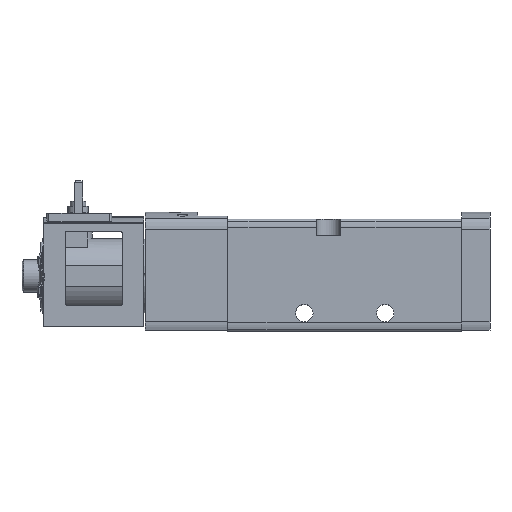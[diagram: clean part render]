
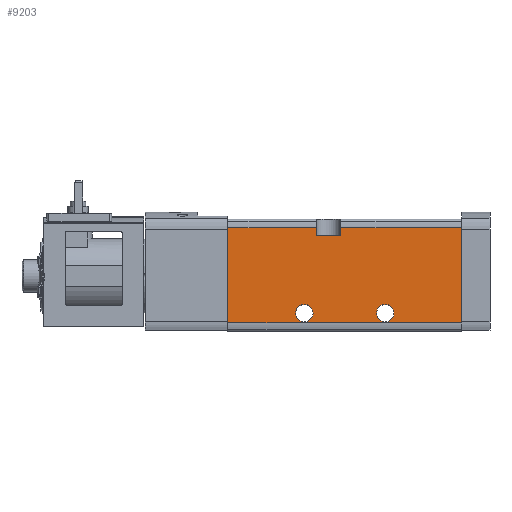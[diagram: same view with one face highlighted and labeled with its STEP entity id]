
A CAD part, top view. The second image highlights one B-rep face of the part: STEP entity #9203.
In plain terms, the highlighted planar face has unit normal (0, 0, 1).
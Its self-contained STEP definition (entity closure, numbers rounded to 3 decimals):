
#358=LINE('',#12735,#986);
#359=LINE('',#12738,#987);
#360=LINE('',#12740,#988);
#361=LINE('',#12742,#989);
#362=LINE('',#12744,#990);
#363=LINE('',#12746,#991);
#364=LINE('',#12748,#992);
#365=LINE('',#12750,#993);
#986=VECTOR('',#10499,1000.);
#987=VECTOR('',#10500,1000.);
#988=VECTOR('',#10501,1000.);
#989=VECTOR('',#10502,1000.);
#990=VECTOR('',#10503,1000.);
#991=VECTOR('',#10504,1000.);
#992=VECTOR('',#10505,1000.);
#993=VECTOR('',#10506,1000.);
#1634=ORIENTED_EDGE('',*,*,#3738,.F.);
#1635=ORIENTED_EDGE('',*,*,#3739,.F.);
#1636=ORIENTED_EDGE('',*,*,#3740,.F.);
#1637=ORIENTED_EDGE('',*,*,#3741,.T.);
#1638=ORIENTED_EDGE('',*,*,#3742,.T.);
#1639=ORIENTED_EDGE('',*,*,#3743,.F.);
#1640=ORIENTED_EDGE('',*,*,#3744,.F.);
#1641=ORIENTED_EDGE('',*,*,#3745,.T.);
#1642=ORIENTED_EDGE('',*,*,#3746,.F.);
#1643=ORIENTED_EDGE('',*,*,#3747,.F.);
#3738=EDGE_CURVE('',#4787,#4787,#5489,.F.);
#3739=EDGE_CURVE('',#4788,#4788,#5490,.F.);
#3740=EDGE_CURVE('',#4789,#4790,#358,.T.);
#3741=EDGE_CURVE('',#4789,#4791,#359,.T.);
#3742=EDGE_CURVE('',#4791,#4792,#360,.T.);
#3743=EDGE_CURVE('',#4793,#4792,#361,.T.);
#3744=EDGE_CURVE('',#4794,#4793,#362,.T.);
#3745=EDGE_CURVE('',#4794,#4795,#363,.T.);
#3746=EDGE_CURVE('',#4796,#4795,#364,.T.);
#3747=EDGE_CURVE('',#4790,#4796,#365,.T.);
#4787=VERTEX_POINT('',#12732);
#4788=VERTEX_POINT('',#12734);
#4789=VERTEX_POINT('',#12736);
#4790=VERTEX_POINT('',#12737);
#4791=VERTEX_POINT('',#12739);
#4792=VERTEX_POINT('',#12741);
#4793=VERTEX_POINT('',#12743);
#4794=VERTEX_POINT('',#12745);
#4795=VERTEX_POINT('',#12747);
#4796=VERTEX_POINT('',#12749);
#5489=CIRCLE('',#9650,2.15);
#5490=CIRCLE('',#9651,2.15);
#5803=EDGE_LOOP('',(#1634));
#5804=EDGE_LOOP('',(#1635));
#5805=EDGE_LOOP('',(#1636,#1637,#1638,#1639,#1640,#1641,#1642,#1643));
#6310=FACE_BOUND('',#5803,.T.);
#6311=FACE_BOUND('',#5804,.T.);
#6312=FACE_BOUND('',#5805,.T.);
#6809=PLANE('',#9649);
#9203=ADVANCED_FACE('',(#6310,#6311,#6312),#6809,.F.);
#9649=AXIS2_PLACEMENT_3D('',#12730,#10493,#10494);
#9650=AXIS2_PLACEMENT_3D('',#12731,#10495,#10496);
#9651=AXIS2_PLACEMENT_3D('',#12733,#10497,#10498);
#10493=DIRECTION('',(0.,0.,-1.));
#10494=DIRECTION('',(-1.,0.,0.));
#10495=DIRECTION('',(0.,0.,-1.));
#10496=DIRECTION('',(-1.,0.,0.));
#10497=DIRECTION('',(0.,0.,-1.));
#10498=DIRECTION('',(-1.,0.,0.));
#10499=DIRECTION('',(0.,-1.,0.));
#10500=DIRECTION('',(-1.,0.,0.));
#10501=DIRECTION('',(0.,-1.,0.));
#10502=DIRECTION('',(-1.,0.,0.));
#10503=DIRECTION('',(0.,-1.,0.));
#10504=DIRECTION('',(-1.,0.,0.));
#10505=DIRECTION('',(0.,1.,0.));
#10506=DIRECTION('',(1.,0.,0.));
#12730=CARTESIAN_POINT('',(28.9,25.6,10.6));
#12731=CARTESIAN_POINT('',(10.,4.5,10.6));
#12732=CARTESIAN_POINT('',(7.85,4.5,10.6));
#12733=CARTESIAN_POINT('',(-10.,4.5,10.6));
#12734=CARTESIAN_POINT('',(-12.15,4.5,10.6));
#12735=CARTESIAN_POINT('',(-7.,25.6,10.6));
#12736=CARTESIAN_POINT('',(-7.,25.6,10.6));
#12737=CARTESIAN_POINT('',(-7.,23.7,10.6));
#12738=CARTESIAN_POINT('',(28.9,25.6,10.6));
#12739=CARTESIAN_POINT('',(-28.9,25.6,10.6));
#12740=CARTESIAN_POINT('',(-28.9,25.6,10.6));
#12741=CARTESIAN_POINT('',(-28.9,2.1,10.6));
#12742=CARTESIAN_POINT('',(28.9,2.1,10.6));
#12743=CARTESIAN_POINT('',(28.9,2.1,10.6));
#12744=CARTESIAN_POINT('',(28.9,25.6,10.6));
#12745=CARTESIAN_POINT('',(28.9,25.6,10.6));
#12746=CARTESIAN_POINT('',(28.9,25.6,10.6));
#12747=CARTESIAN_POINT('',(-1.,25.6,10.6));
#12748=CARTESIAN_POINT('',(-1.,25.6,10.6));
#12749=CARTESIAN_POINT('',(-1.,23.7,10.6));
#12750=CARTESIAN_POINT('',(28.9,23.7,10.6));
